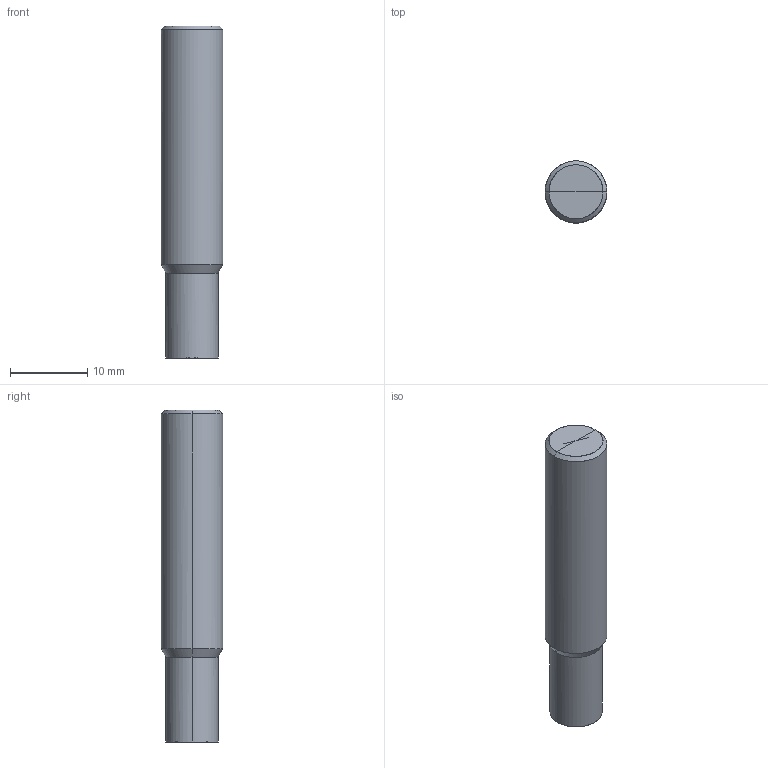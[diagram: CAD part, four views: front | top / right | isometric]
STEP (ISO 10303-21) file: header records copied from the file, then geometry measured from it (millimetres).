
FILE_DESCRIPTION(/* description */ (''),/* implementation_level */ '2;1');
FILE_NAME(/*name*/ '2510090067',/*time_stamp*/'2019-2-20T10:14:45',/*author*/ ('ISBE GmbH'),/*organization*/ ('ISBE GmbH'),/*preprocessor_version*/ 'STEP IO v1.0',/*originating_system*/ '',/*authorisation*/ '');
FILE_SCHEMA (('AUTOMOTIVE_DESIGN'));
Length unit declared in the file: millimetre
Products named in the file (1): Document
Bounding box: 8 x 7.99 x 43 mm (x, y, z)
Surface area: 1214 mm2 (no closed solid volume)
Topology: 0 solids, 22 shells, 22 faces, 91 edges, 90 vertices
Faces by surface type: bspline 22
Entity records: 477 total; most frequent: VERTEX_POINT 84, EDGE_CURVE 84, ORIENTED_EDGE 84, CARTESIAN_POINT 79, EDGE_LOOP 22, FACE_OUTER_BOUND 22, ADVANCED_FACE 22, DIRECTION 14
